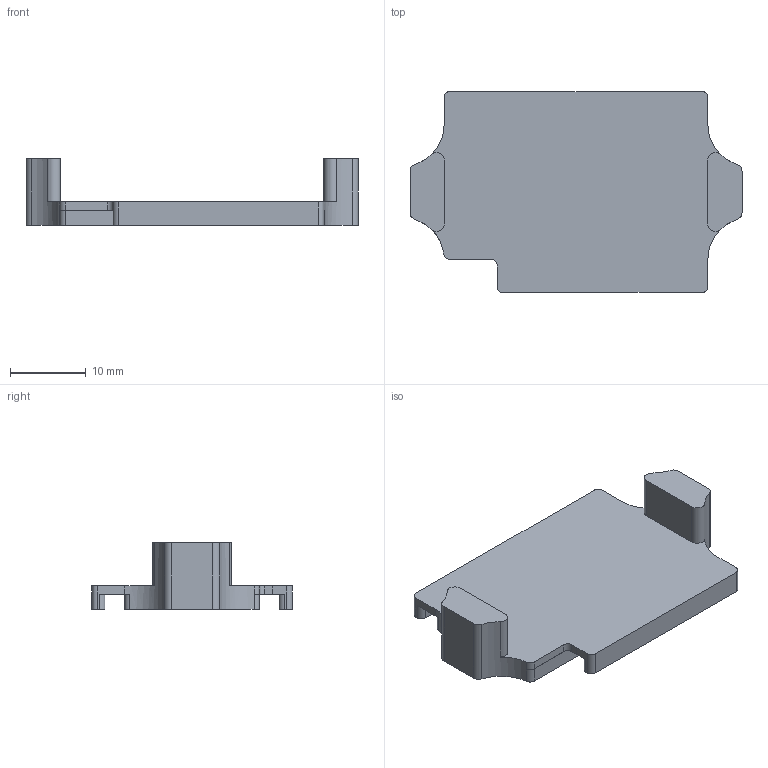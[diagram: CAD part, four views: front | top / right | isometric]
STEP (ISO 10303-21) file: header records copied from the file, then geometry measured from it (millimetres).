
FILE_DESCRIPTION(/* description */ (''),/* implementation_level */ '2;1');
FILE_NAME(/* name */ 'VoiceSwitch_Battery_Holder.step',/* time_stamp */ '2021-10-24T20:35:31-07:00',/* author */ (''),/* organization */ (''),/* preprocessor_version */ 'ST-DEVELOPER v18.1',/* originating_system */ 'Autodesk Translation Framework v10.10.0.1391',/* authorisation */ '');
FILE_SCHEMA (('AUTOMOTIVE_DESIGN { 1 0 10303 214 3 1 1 }'));
Length unit declared in the file: millimetre
Products named in the file (2): VoiceSwitch_Battery_Holder; Case
Assembly tree (1 placements, depth 2):
  VoiceSwitch_Battery_Holder
    Case
Bounding box: 43.72 x 26.46 x 8.8 mm (x, y, z)
Volume: 3061.6 mm3; surface area: 3091.5 mm2
Topology: 1 solids, 1 shells, 419 faces, 1188 edges, 792 vertices
Faces by surface type: bspline 260, plane 134, cylinder 25
Entity records: 16020 total; most frequent: CARTESIAN_POINT 6822, ORIENTED_EDGE 2376, EDGE_CURVE 1188, DIRECTION 1050, VERTEX_POINT 792, LINE 610, VECTOR 610, B_SPLINE_CURVE_WITH_KNOTS 520
